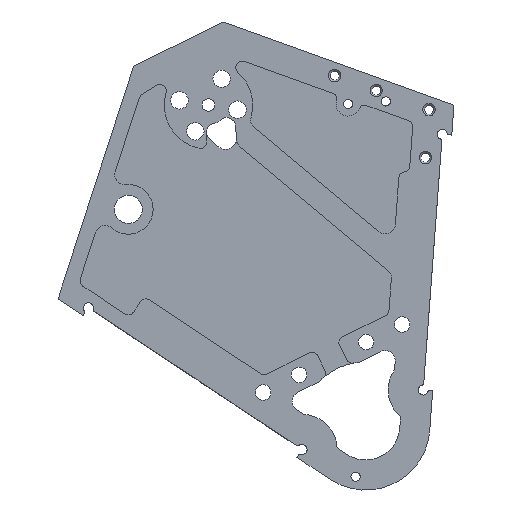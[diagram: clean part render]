
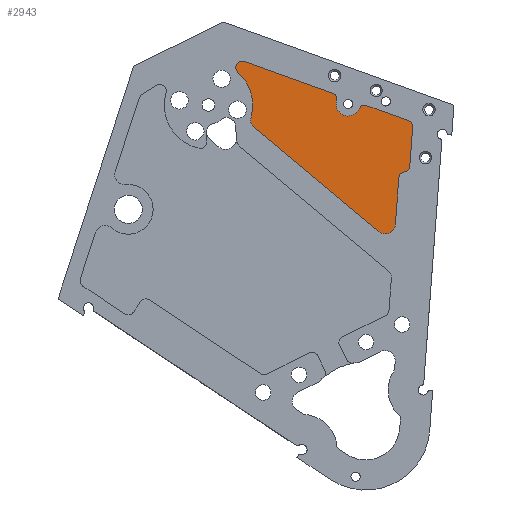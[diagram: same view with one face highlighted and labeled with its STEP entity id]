
A CAD part, left-side view. The second image highlights one B-rep face of the part: STEP entity #2943.
In plain terms, the highlighted planar face has unit normal (-1, 0, 0).
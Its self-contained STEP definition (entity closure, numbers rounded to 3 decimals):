
#166=PLANE('',#3311);
#273=FACE_OUTER_BOUND('',#479,.T.);
#479=EDGE_LOOP('',(#2524,#2525,#2526,#2527,#2528,#2529,#2530,#2531,#2532,
#2533,#2534,#2535,#2536,#2537,#2538));
#655=LINE('',#4883,#891);
#684=LINE('',#4965,#920);
#687=LINE('',#4973,#923);
#719=LINE('',#5065,#955);
#723=LINE('',#5075,#959);
#891=VECTOR('',#3906,10.);
#920=VECTOR('',#3999,10.);
#923=VECTOR('',#4008,10.);
#955=VECTOR('',#4110,10.);
#959=VECTOR('',#4124,10.);
#1191=CIRCLE('',#3236,2.);
#1192=CIRCLE('',#3239,2.);
#1193=CIRCLE('',#3241,3.81);
#1196=CIRCLE('',#3249,2.);
#1204=CIRCLE('',#3268,2.);
#1205=CIRCLE('',#3271,2.);
#1206=CIRCLE('',#3274,2.);
#1220=CIRCLE('',#3306,3.175);
#1221=CIRCLE('',#3310,3.175);
#1222=CIRCLE('',#3312,14.);
#1452=VERTEX_POINT('',#4875);
#1453=VERTEX_POINT('',#4876);
#1454=VERTEX_POINT('',#4881);
#1455=VERTEX_POINT('',#4885);
#1456=VERTEX_POINT('',#4886);
#1462=VERTEX_POINT('',#4911);
#1474=VERTEX_POINT('',#4959);
#1475=VERTEX_POINT('',#4960);
#1476=VERTEX_POINT('',#4967);
#1477=VERTEX_POINT('',#4968);
#1478=VERTEX_POINT('',#4975);
#1500=VERTEX_POINT('',#5058);
#1501=VERTEX_POINT('',#5059);
#1502=VERTEX_POINT('',#5064);
#1503=VERTEX_POINT('',#5070);
#1781=EDGE_CURVE('',#1452,#1453,#1191,.T.);
#1785=EDGE_CURVE('',#1454,#1453,#655,.T.);
#1786=EDGE_CURVE('',#1455,#1456,#1192,.T.);
#1789=EDGE_CURVE('',#1452,#1456,#1193,.T.);
#1800=EDGE_CURVE('',#1454,#1462,#1196,.T.);
#1824=EDGE_CURVE('',#1474,#1475,#1204,.T.);
#1827=EDGE_CURVE('',#1455,#1475,#684,.T.);
#1828=EDGE_CURVE('',#1476,#1477,#1205,.T.);
#1831=EDGE_CURVE('',#1474,#1477,#687,.T.);
#1832=EDGE_CURVE('',#1476,#1478,#1206,.F.);
#1875=EDGE_CURVE('',#1500,#1501,#1220,.T.);
#1878=EDGE_CURVE('',#1502,#1500,#719,.T.);
#1881=EDGE_CURVE('',#1503,#1502,#1221,.T.);
#1883=EDGE_CURVE('',#1503,#1462,#1222,.T.);
#1884=EDGE_CURVE('',#1478,#1501,#723,.T.);
#2524=ORIENTED_EDGE('',*,*,#1781,.T.);
#2525=ORIENTED_EDGE('',*,*,#1785,.F.);
#2526=ORIENTED_EDGE('',*,*,#1800,.T.);
#2527=ORIENTED_EDGE('',*,*,#1883,.F.);
#2528=ORIENTED_EDGE('',*,*,#1881,.T.);
#2529=ORIENTED_EDGE('',*,*,#1878,.T.);
#2530=ORIENTED_EDGE('',*,*,#1875,.T.);
#2531=ORIENTED_EDGE('',*,*,#1884,.F.);
#2532=ORIENTED_EDGE('',*,*,#1832,.F.);
#2533=ORIENTED_EDGE('',*,*,#1828,.T.);
#2534=ORIENTED_EDGE('',*,*,#1831,.F.);
#2535=ORIENTED_EDGE('',*,*,#1824,.T.);
#2536=ORIENTED_EDGE('',*,*,#1827,.F.);
#2537=ORIENTED_EDGE('',*,*,#1786,.T.);
#2538=ORIENTED_EDGE('',*,*,#1789,.F.);
#2943=ADVANCED_FACE('',(#273),#166,.T.);
#3236=AXIS2_PLACEMENT_3D('',#4877,#3899,#3900);
#3239=AXIS2_PLACEMENT_3D('',#4887,#3909,#3910);
#3241=AXIS2_PLACEMENT_3D('',#4891,#3915,#3916);
#3249=AXIS2_PLACEMENT_3D('',#4913,#3939,#3940);
#3268=AXIS2_PLACEMENT_3D('',#4961,#3993,#3994);
#3271=AXIS2_PLACEMENT_3D('',#4969,#4002,#4003);
#3274=AXIS2_PLACEMENT_3D('',#4976,#4011,#4012);
#3306=AXIS2_PLACEMENT_3D('',#5060,#4104,#4105);
#3310=AXIS2_PLACEMENT_3D('',#5071,#4117,#4118);
#3311=AXIS2_PLACEMENT_3D('',#5073,#4120,#4121);
#3312=AXIS2_PLACEMENT_3D('',#5074,#4122,#4123);
#3899=DIRECTION('center_axis',(-1.,0.,0.));
#3900=DIRECTION('ref_axis',(0.,-0.887,0.462));
#3906=DIRECTION('',(0.,-0.941,-0.339));
#3909=DIRECTION('center_axis',(-1.,0.,0.));
#3910=DIRECTION('ref_axis',(0.,0.388,0.922));
#3915=DIRECTION('center_axis',(-1.,0.,0.));
#3916=DIRECTION('ref_axis',(0.,0.,1.));
#3939=DIRECTION('center_axis',(-1.,0.,0.));
#3940=DIRECTION('ref_axis',(0.,0.339,-0.941));
#3993=DIRECTION('center_axis',(-1.,0.,0.));
#3994=DIRECTION('ref_axis',(0.,-0.839,0.544));
#3999=DIRECTION('',(0.,-0.941,-0.339));
#4002=DIRECTION('center_axis',(-1.,0.,0.));
#4003=DIRECTION('ref_axis',(0.,0.997,0.074));
#4008=DIRECTION('',(0.,0.074,-0.997));
#4011=DIRECTION('center_axis',(1.,0.,0.));
#4012=DIRECTION('ref_axis',(0.,0.653,0.758));
#4104=DIRECTION('center_axis',(-1.,0.,0.));
#4105=DIRECTION('ref_axis',(0.,-0.39,-0.921));
#4110=DIRECTION('',(0.,-0.768,-0.64));
#4117=DIRECTION('center_axis',(-1.,0.,0.));
#4118=DIRECTION('ref_axis',(0.,0.955,-0.295));
#4120=DIRECTION('center_axis',(-1.,0.,0.));
#4121=DIRECTION('ref_axis',(0.,0.,1.));
#4122=DIRECTION('center_axis',(-1.,0.,0.));
#4123=DIRECTION('ref_axis',(0.,0.,1.));
#4124=DIRECTION('',(0.,0.074,-0.997));
#4875=CARTESIAN_POINT('',(24.35,9.268,102.936));
#4876=CARTESIAN_POINT('',(24.35,10.52,105.34));
#4877=CARTESIAN_POINT('Origin',(24.35,11.198,103.459));
#4881=CARTESIAN_POINT('',(24.35,38.436,115.405));
#4883=CARTESIAN_POINT('',(24.35,-14.975,96.149));
#4885=CARTESIAN_POINT('',(24.35,-0.375,101.412));
#4886=CARTESIAN_POINT('',(24.35,2.123,100.36));
#4887=CARTESIAN_POINT('Origin',(24.35,0.303,99.531));
#4891=CARTESIAN_POINT('Origin',(24.35,5.59,101.939));
#4911=CARTESIAN_POINT('',(24.35,40.448,112.033));
#4913=CARTESIAN_POINT('Origin',(24.35,39.115,113.523));
#4959=CARTESIAN_POINT('',(24.35,-14.862,94.634));
#4960=CARTESIAN_POINT('',(24.35,-13.546,96.664));
#4961=CARTESIAN_POINT('Origin',(24.35,-12.867,94.783));
#4965=CARTESIAN_POINT('',(24.35,-14.975,96.149));
#4967=CARTESIAN_POINT('',(24.35,-12.213,80.441));
#4968=CARTESIAN_POINT('',(24.35,-13.942,82.275));
#4969=CARTESIAN_POINT('Origin',(24.35,-11.947,82.423));
#4973=CARTESIAN_POINT('',(24.35,-13.8,80.366));
#4975=CARTESIAN_POINT('',(24.35,-10.485,78.607));
#4976=CARTESIAN_POINT('Origin',(24.35,-12.479,78.459));
#5058=CARTESIAN_POINT('',(24.35,-4.18,61.56));
#5059=CARTESIAN_POINT('',(24.35,-9.38,63.762));
#5060=CARTESIAN_POINT('Origin',(24.35,-6.213,63.998));
#5064=CARTESIAN_POINT('',(24.35,35.294,94.477));
#5065=CARTESIAN_POINT('',(24.35,6.903,70.802));
#5070=CARTESIAN_POINT('',(24.35,36.315,97.782));
#5071=CARTESIAN_POINT('Origin',(24.35,33.26,96.916));
#5073=CARTESIAN_POINT('Origin',(24.35,37.915,65.786));
#5074=CARTESIAN_POINT('Origin',(24.35,49.784,101.6));
#5075=CARTESIAN_POINT('',(24.35,-4.694,0.828));
